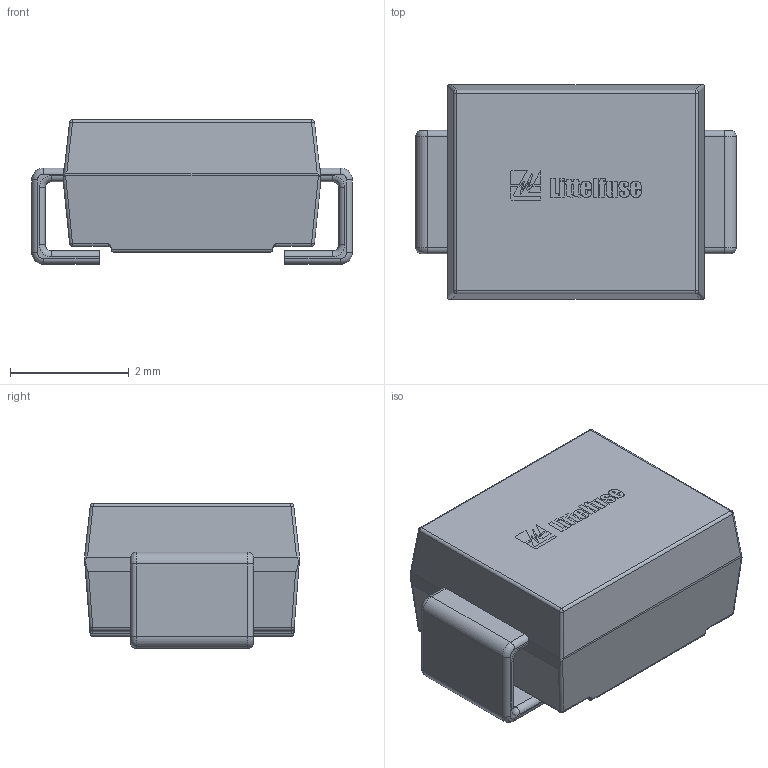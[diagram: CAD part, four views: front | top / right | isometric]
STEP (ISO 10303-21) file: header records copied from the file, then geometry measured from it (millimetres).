
FILE_DESCRIPTION(/* description */ (''),/* implementation_level */ '2;1');
FILE_NAME(/* name */ 'DO-214AA_NoBar.stp',/* time_stamp */ '2019-09-23T09:10:44+02:00',/* author */ ('Lord_voldmort'),/* organization */ (''),/* preprocessor_version */ 'ST-DEVELOPER v17.2',/* originating_system */ 'Autodesk Inventor 2019',/* authorisation */ '');
FILE_SCHEMA (('AUTOMOTIVE_DESIGN { 1 0 10303 214 3 1 1 }'));
Length unit declared in the file: millimetre
Products named in the file (4): NRVA4006T3G; Body; Leg; Littelfuse
Assembly tree (4 placements, depth 2):
  NRVA4006T3G
    Body
    Leg  x2
    Littelfuse
Bounding box: 5.4 x 3.62 x 2.44 mm (x, y, z)
Volume: 35.4 mm3; surface area: 88.7 mm2
Topology: 17 solids, 17 shells, 323 faces, 803 edges, 514 vertices
Faces by surface type: plane 199, cylinder 56, bspline 48, torus 12, sphere 8
Entity records: 9013 total; most frequent: CARTESIAN_POINT 2174, ORIENTED_EDGE 1446, DIRECTION 1241, EDGE_CURVE 723, LINE 535, VECTOR 535, VERTEX_POINT 466, AXIS2_PLACEMENT_3D 353
